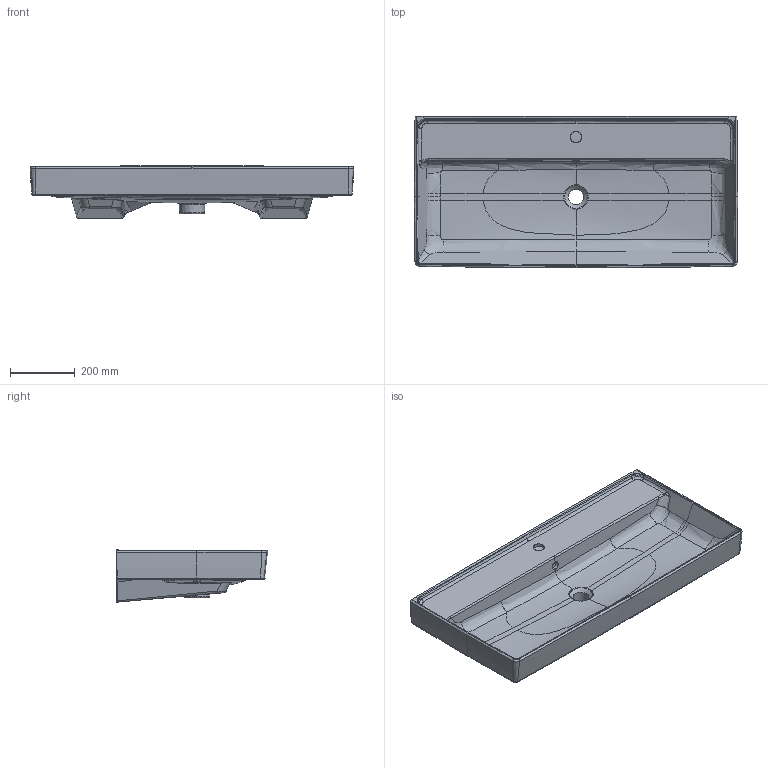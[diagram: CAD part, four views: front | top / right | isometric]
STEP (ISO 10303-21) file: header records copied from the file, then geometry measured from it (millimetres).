
FILE_DESCRIPTION(/* description */ (''),/* implementation_level */ '2;1');
FILE_NAME(/* name */ '4A33A5_Tibet_SWT_100.stp',/* time_stamp */ '2018-11-21T11:15:34+01:00',/* author */ (''),/* organization */ (''),/* preprocessor_version */ 'ST-DEVELOPER v16',/* originating_system */ 'SIEMENS PLM Software NX 10.0',/* authorisation */ '');
FILE_SCHEMA (('AUTOMOTIVE_DESIGN { 1 0 10303 214 3 1 1 1 }'));
Products named in the file (1): Sier1884FB70j41h
Bounding box: 999.84 x 469.68 x 161.51 mm (x, y, z)
Surface area: 1400707.1 mm2 (no closed solid volume)
Topology: 0 solids, 1 shells, 369 faces, 917 edges, 527 vertices
Faces by surface type: bspline 299, plane 25, cylinder 23, cone 6, revolution 4, torus 4, sphere 4, extrusion 4
Full cylindrical faces by diameter (mm): 48.571 x1
Entity records: 33564 total; most frequent: CARTESIAN_POINT 27461, ORIENTED_EDGE 1778, EDGE_CURVE 892, B_SPLINE_CURVE_WITH_KNOTS 535, DIRECTION 532, VERTEX_POINT 525, EDGE_LOOP 374, ADVANCED_FACE 369
